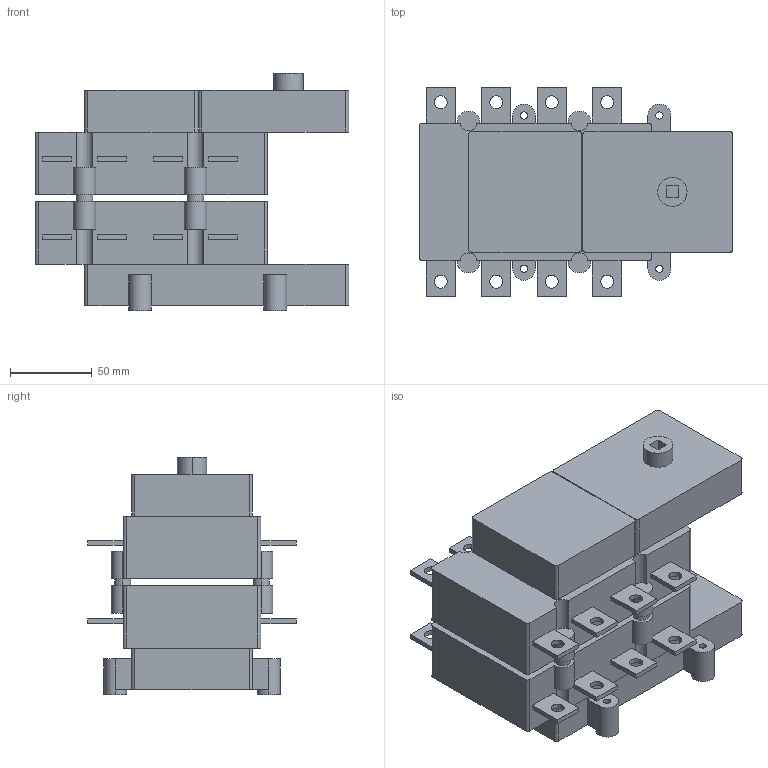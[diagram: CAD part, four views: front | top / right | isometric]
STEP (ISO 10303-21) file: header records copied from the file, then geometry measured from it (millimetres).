
FILE_DESCRIPTION((''),'2;1');
FILE_NAME('3d_GE0160ET4.stp','2013-07-10T14:33:38',(''),(''),'Mechanical Desktop 2011','Mechanical Desktop 2011',', , ');
FILE_SCHEMA(('CONFIG_CONTROL_DESIGN'));
Length unit declared in the file: millimetre
Products named in the file (1): Product
Bounding box: 192.2 x 128 x 145.5 mm (x, y, z)
Volume: 1576622.4 mm3; surface area: 149313.8 mm2
Topology: 2 solids, 2 shells, 257 faces, 1695 edges, 2429 vertices
Faces by surface type: plane 92, bspline 91, cylinder 74
Entity records: 14749 total; most frequent: CARTESIAN_POINT 4064, DIRECTION 2388, ORIENTED_EDGE 1380, VECTOR 1336, LINE 1336, TRIMMED_CURVE 968, EDGE_CURVE 690, AXIS2_PLACEMENT_3D 526
